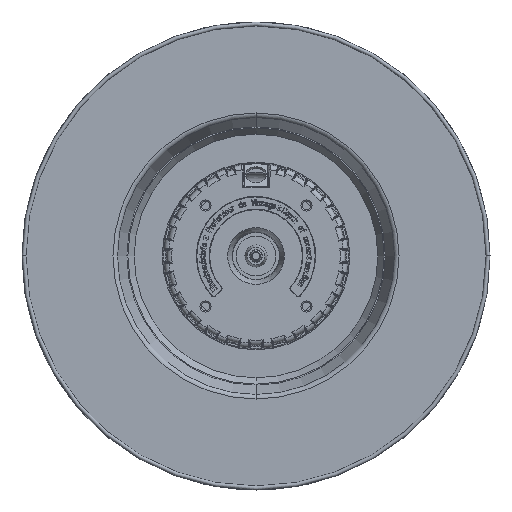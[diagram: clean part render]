
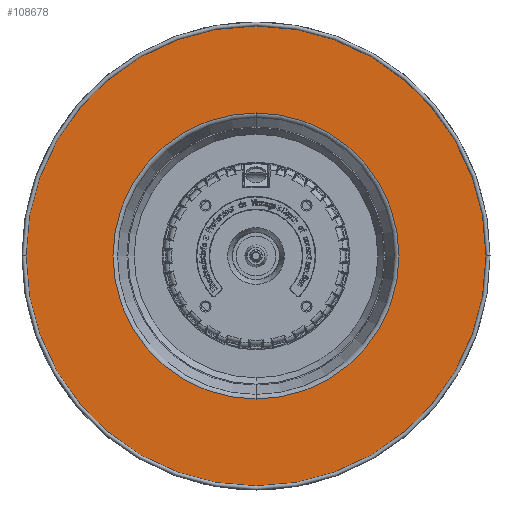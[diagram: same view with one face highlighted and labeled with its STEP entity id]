
A CAD part, front view. The second image highlights one B-rep face of the part: STEP entity #108678.
In plain terms, the highlighted planar face has unit normal (0, -1, 0).
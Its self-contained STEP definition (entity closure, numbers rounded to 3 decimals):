
#106843=CARTESIAN_POINT('',(95.,1.5,-95.014));
#106844=DIRECTION('',(0.,1.,0.));
#106845=DIRECTION('',(-1.,0.,0.));
#106846=AXIS2_PLACEMENT_3D('',#106843,#106844,#106845);
#106848=CARTESIAN_POINT('',(95.,1.5,-95.014));
#106849=DIRECTION('',(0.,1.,0.));
#106850=DIRECTION('',(1.,0.,0.));
#106851=AXIS2_PLACEMENT_3D('',#106848,#106849,#106850);
#106853=CARTESIAN_POINT('',(95.,1.5,-95.014));
#106854=DIRECTION('',(0.,-1.,0.));
#106855=DIRECTION('',(0.,0.,1.));
#106856=AXIS2_PLACEMENT_3D('',#106853,#106854,#106855);
#106858=CARTESIAN_POINT('',(95.,1.5,-95.014));
#106859=DIRECTION('',(0.,-1.,0.));
#106860=DIRECTION('',(0.,0.,-1.));
#106861=AXIS2_PLACEMENT_3D('',#106858,#106859,#106860);
#108393=CARTESIAN_POINT('',(95.,1.5,-36.94));
#108394=CARTESIAN_POINT('',(95.,1.5,-153.088));
#108395=VERTEX_POINT('',#108393);
#108396=VERTEX_POINT('',#108394);
#108401=CARTESIAN_POINT('',(188.4,1.5,-95.014));
#108402=VERTEX_POINT('',#108401);
#108403=CARTESIAN_POINT('',(1.6,1.5,-95.014));
#108404=VERTEX_POINT('',#108403);
#108661=CARTESIAN_POINT('',(95.,1.5,-95.014));
#108662=DIRECTION('',(0.,1.,0.));
#108663=DIRECTION('',(1.,0.,0.));
#108664=AXIS2_PLACEMENT_3D('',#108661,#108662,#108663);
#108665=PLANE('',#108664);
#108667=ORIENTED_EDGE('',*,*,#108666,.T.);
#108669=ORIENTED_EDGE('',*,*,#108668,.T.);
#108670=EDGE_LOOP('',(#108667,#108669));
#108671=FACE_OUTER_BOUND('',#108670,.F.);
#108673=ORIENTED_EDGE('',*,*,#108672,.T.);
#108675=ORIENTED_EDGE('',*,*,#108674,.T.);
#108676=EDGE_LOOP('',(#108673,#108675));
#108677=FACE_BOUND('',#108676,.F.);
#106847=CIRCLE('',#106846,93.4);
#106852=CIRCLE('',#106851,93.4);
#106857=CIRCLE('',#106856,58.074);
#106862=CIRCLE('',#106861,58.074);
#108666=EDGE_CURVE('',#108404,#108402,#106847,.T.);
#108668=EDGE_CURVE('',#108402,#108404,#106852,.T.);
#108672=EDGE_CURVE('',#108395,#108396,#106857,.T.);
#108674=EDGE_CURVE('',#108396,#108395,#106862,.T.);
#108678=ADVANCED_FACE('',(#108671,#108677),#108665,.F.);
